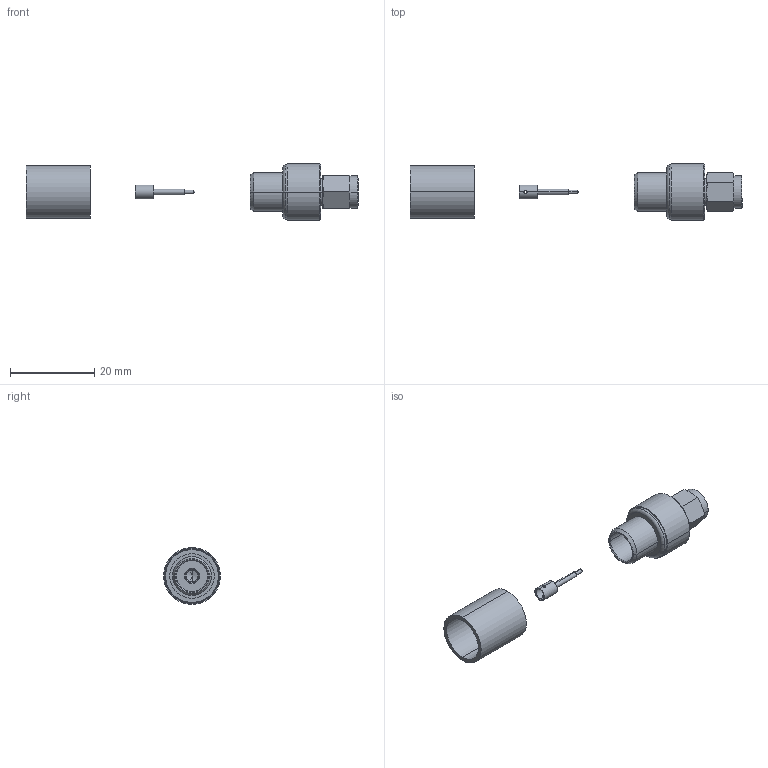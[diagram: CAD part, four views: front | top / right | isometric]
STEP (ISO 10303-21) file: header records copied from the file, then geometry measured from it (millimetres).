
FILE_DESCRIPTION (( 'STEP AP214' ), '1' );
FILE_NAME ('ASM-1406.STEP', '2013-02-15T15:18:06', ( 'x' ), ( '' ), 'SwSTEP 2.0', 'SolidWorks 2012', '' );
FILE_SCHEMA (( 'AUTOMOTIVE_DESIGN' ));
Length unit declared in the file: inch
Products named in the file (4): ASM-1406-MA3; ASM-1406-MA2; ASM-1406-MA1; ASM-1406
Assembly tree (3 placements, depth 2):
  ASM-1406
    ASM-1406-MA1
    ASM-1406-MA2
    ASM-1406-MA3
Bounding box: 78.82 x 13.5 x 13.5 mm (x, y, z)
Volume: 2151 mm3; surface area: 3013.7 mm2
Topology: 3 solids, 3 shells, 118 faces, 256 edges, 150 vertices
Faces by surface type: cone 52, cylinder 40, plane 24, torus 2
Entity records: 3513 total; most frequent: CARTESIAN_POINT 662, DIRECTION 602, ORIENTED_EDGE 504, EDGE_CURVE 252, AXIS2_PLACEMENT_3D 250, VERTEX_POINT 150, EDGE_LOOP 136, CIRCLE 126
